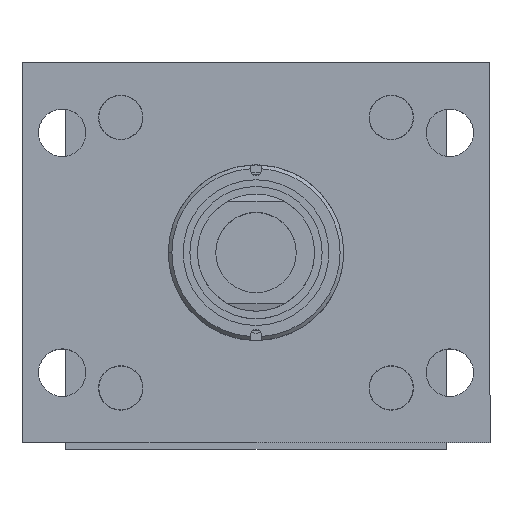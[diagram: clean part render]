
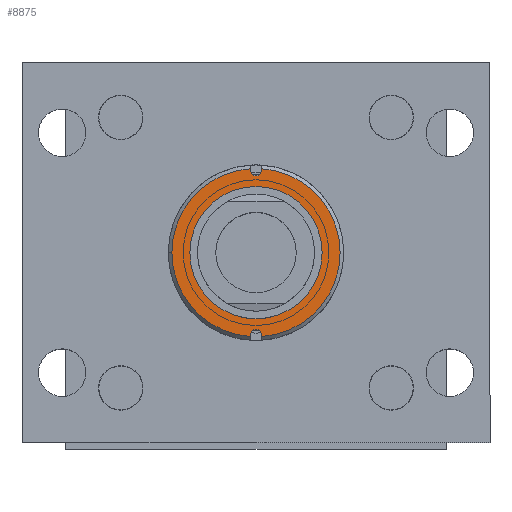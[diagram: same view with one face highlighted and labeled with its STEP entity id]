
A CAD part, top view. The second image highlights one B-rep face of the part: STEP entity #8875.
In plain terms, the highlighted planar face has unit normal (0, 0, 1).
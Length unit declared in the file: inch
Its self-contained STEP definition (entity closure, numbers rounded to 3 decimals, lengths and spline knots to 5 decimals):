
#94 = CARTESIAN_POINT ( 'NONE',  ( 19.2471, 42.4197, -2.93519 ) ) ;
#112 = ORIENTED_EDGE ( 'NONE', *, *, #10261, .T. ) ;
#259 = AXIS2_PLACEMENT_3D ( 'NONE', #1917, #9970, #5149 ) ;
#310 = EDGE_LOOP ( 'NONE', ( #3440, #6233, #9469, #8678, #1194, #1338, #1970, #4957, #2740 ) ) ;
#365 = LINE ( 'NONE', #4770, #3804 ) ;
#669 = VECTOR ( 'NONE', #2065, 39.37008 ) ;
#682 = EDGE_CURVE ( 'NONE', #3551, #3973, #3877, .T. ) ;
#704 = AXIS2_PLACEMENT_3D ( 'NONE', #1508, #7172, #2330 ) ;
#752 = CARTESIAN_POINT ( 'NONE',  ( 19.2471, 42.4197, -2.93519 ) ) ;
#774 = CARTESIAN_POINT ( 'NONE',  ( 18.11607, 42.4197, -2.93519 ) ) ;
#795 = CARTESIAN_POINT ( 'NONE',  ( 17.8091, 42.4197, -2.93519 ) ) ;
#1131 = EDGE_CURVE ( 'NONE', #8924, #3369, #6771, .T. ) ;
#1136 = PLANE ( 'NONE',  #259 ) ;
#1153 = VERTEX_POINT ( 'NONE', #7445 ) ;
#1194 = ORIENTED_EDGE ( 'NONE', *, *, #6493, .F. ) ;
#1338 = ORIENTED_EDGE ( 'NONE', *, *, #1131, .T. ) ;
#1505 = EDGE_CURVE ( 'NONE', #10063, #1153, #8886, .T. ) ;
#1508 = CARTESIAN_POINT ( 'NONE',  ( 19.2471, 43.8257, -2.93519 ) ) ;
#1604 = DIRECTION ( 'NONE',  ( -1., 0., 0. ) ) ;
#1662 = CARTESIAN_POINT ( 'NONE',  ( 19.3411, 43.55073, -2.93519 ) ) ;
#1917 = CARTESIAN_POINT ( 'NONE',  ( 19.2471, 43.55073, -2.93519 ) ) ;
#1942 = CIRCLE ( 'NONE', #704, 0.094 ) ;
#1970 = ORIENTED_EDGE ( 'NONE', *, *, #5706, .F. ) ;
#2002 = DIRECTION ( 'NONE',  ( -1., 0., 0. ) ) ;
#2065 = DIRECTION ( 'NONE',  ( 0., 1., 0. ) ) ;
#2116 = CARTESIAN_POINT ( 'NONE',  ( 19.1531, 41.0137, -2.93519 ) ) ;
#2330 = DIRECTION ( 'NONE',  ( 1., 0., 0. ) ) ;
#2660 = CIRCLE ( 'NONE', #7045, 1.13104 ) ;
#2740 = ORIENTED_EDGE ( 'NONE', *, *, #5675, .F. ) ;
#2961 = CARTESIAN_POINT ( 'NONE',  ( 19.3411, 43.8257, -2.93519 ) ) ;
#3000 = CARTESIAN_POINT ( 'NONE',  ( 19.2471, 42.4197, -2.93519 ) ) ;
#3320 = EDGE_LOOP ( 'NONE', ( #112, #9937 ) ) ;
#3369 = VERTEX_POINT ( 'NONE', #10151 ) ;
#3440 = ORIENTED_EDGE ( 'NONE', *, *, #6254, .F. ) ;
#3544 = CIRCLE ( 'NONE', #9714, 1.13104 ) ;
#3551 = VERTEX_POINT ( 'NONE', #9399 ) ;
#3570 = VERTEX_POINT ( 'NONE', #4582 ) ;
#3649 = DIRECTION ( 'NONE',  ( 0., 0., 1. ) ) ;
#3804 = VECTOR ( 'NONE', #7199, 39.37008 ) ;
#3813 = DIRECTION ( 'NONE',  ( -1., 0., 0. ) ) ;
#3877 = CIRCLE ( 'NONE', #8361, 1.438 ) ;
#3943 = DIRECTION ( 'NONE',  ( 0., 0., -1. ) ) ;
#3973 = VERTEX_POINT ( 'NONE', #795 ) ;
#4156 = CARTESIAN_POINT ( 'NONE',  ( 19.1531, 43.55073, -2.93519 ) ) ;
#4365 = CARTESIAN_POINT ( 'NONE',  ( 19.1531, 43.8257, -2.93519 ) ) ;
#4425 = VECTOR ( 'NONE', #9628, 39.37008 ) ;
#4486 = VECTOR ( 'NONE', #8979, 39.37008 ) ;
#4582 = CARTESIAN_POINT ( 'NONE',  ( 20.37814, 42.4197, -2.93519 ) ) ;
#4599 = VERTEX_POINT ( 'NONE', #7455 ) ;
#4643 = CARTESIAN_POINT ( 'NONE',  ( 19.3411, 40.98477, -2.93519 ) ) ;
#4720 = DIRECTION ( 'NONE',  ( -1., 0., 0. ) ) ;
#4770 = CARTESIAN_POINT ( 'NONE',  ( 19.1531, 43.55073, -2.93519 ) ) ;
#4857 = DIRECTION ( 'NONE',  ( 0., 0., -1. ) ) ;
#4957 = ORIENTED_EDGE ( 'NONE', *, *, #682, .F. ) ;
#5060 = FACE_BOUND ( 'NONE', #3320, .T. ) ;
#5149 = DIRECTION ( 'NONE',  ( 1., 0., 0. ) ) ;
#5266 = DIRECTION ( 'NONE',  ( 0., 0., -1. ) ) ;
#5375 = DIRECTION ( 'NONE',  ( -1., 0., 0. ) ) ;
#5524 = DIRECTION ( 'NONE',  ( 1., 0., 0. ) ) ;
#5675 = EDGE_CURVE ( 'NONE', #6768, #3551, #365, .T. ) ;
#5706 = EDGE_CURVE ( 'NONE', #3973, #3369, #7595, .T. ) ;
#5927 = AXIS2_PLACEMENT_3D ( 'NONE', #7683, #3649, #5524 ) ;
#6233 = ORIENTED_EDGE ( 'NONE', *, *, #9269, .T. ) ;
#6254 = EDGE_CURVE ( 'NONE', #4599, #6768, #8818, .T. ) ;
#6431 = DIRECTION ( 'NONE',  ( 0., 0., -1. ) ) ;
#6493 = EDGE_CURVE ( 'NONE', #8924, #10063, #1942, .T. ) ;
#6588 = FACE_OUTER_BOUND ( 'NONE', #310, .T. ) ;
#6768 = VERTEX_POINT ( 'NONE', #2116 ) ;
#6771 = LINE ( 'NONE', #4156, #4486 ) ;
#6954 = CARTESIAN_POINT ( 'NONE',  ( 19.2471, 42.4197, -2.93519 ) ) ;
#7045 = AXIS2_PLACEMENT_3D ( 'NONE', #3000, #10287, #3813 ) ;
#7131 = EDGE_CURVE ( 'NONE', #1153, #7412, #10373, .T. ) ;
#7172 = DIRECTION ( 'NONE',  ( 0., 0., 1. ) ) ;
#7199 = DIRECTION ( 'NONE',  ( 0., -1., 0. ) ) ;
#7412 = VERTEX_POINT ( 'NONE', #4643 ) ;
#7434 = AXIS2_PLACEMENT_3D ( 'NONE', #94, #4857, #1604 ) ;
#7445 = CARTESIAN_POINT ( 'NONE',  ( 19.3411, 43.85462, -2.93519 ) ) ;
#7455 = CARTESIAN_POINT ( 'NONE',  ( 19.3411, 41.0137, -2.93519 ) ) ;
#7595 = CIRCLE ( 'NONE', #9976, 1.438 ) ;
#7683 = CARTESIAN_POINT ( 'NONE',  ( 19.2471, 41.0137, -2.93519 ) ) ;
#8361 = AXIS2_PLACEMENT_3D ( 'NONE', #6954, #5266, #2002 ) ;
#8678 = ORIENTED_EDGE ( 'NONE', *, *, #1505, .F. ) ;
#8814 = VERTEX_POINT ( 'NONE', #774 ) ;
#8818 = CIRCLE ( 'NONE', #5927, 0.094 ) ;
#8829 = CARTESIAN_POINT ( 'NONE',  ( 19.2471, 42.4197, -2.93519 ) ) ;
#8875 = ADVANCED_FACE ( 'NONE', ( #5060, #6588 ), #1136, .T. ) ;
#8886 = LINE ( 'NONE', #10074, #669 ) ;
#8924 = VERTEX_POINT ( 'NONE', #4365 ) ;
#8979 = DIRECTION ( 'NONE',  ( 0., 1., 0. ) ) ;
#9269 = EDGE_CURVE ( 'NONE', #4599, #7412, #9340, .T. ) ;
#9340 = LINE ( 'NONE', #1662, #4425 ) ;
#9399 = CARTESIAN_POINT ( 'NONE',  ( 19.1531, 40.98477, -2.93519 ) ) ;
#9469 = ORIENTED_EDGE ( 'NONE', *, *, #7131, .F. ) ;
#9628 = DIRECTION ( 'NONE',  ( 0., -1., 0. ) ) ;
#9714 = AXIS2_PLACEMENT_3D ( 'NONE', #8829, #3943, #4720 ) ;
#9937 = ORIENTED_EDGE ( 'NONE', *, *, #9969, .T. ) ;
#9969 = EDGE_CURVE ( 'NONE', #3570, #8814, #2660, .T. ) ;
#9970 = DIRECTION ( 'NONE',  ( 0., 0., 1. ) ) ;
#9976 = AXIS2_PLACEMENT_3D ( 'NONE', #752, #6431, #5375 ) ;
#10063 = VERTEX_POINT ( 'NONE', #2961 ) ;
#10074 = CARTESIAN_POINT ( 'NONE',  ( 19.3411, 43.55073, -2.93519 ) ) ;
#10151 = CARTESIAN_POINT ( 'NONE',  ( 19.1531, 43.85462, -2.93519 ) ) ;
#10261 = EDGE_CURVE ( 'NONE', #8814, #3570, #3544, .T. ) ;
#10287 = DIRECTION ( 'NONE',  ( 0., 0., -1. ) ) ;
#10373 = CIRCLE ( 'NONE', #7434, 1.438 ) ;
